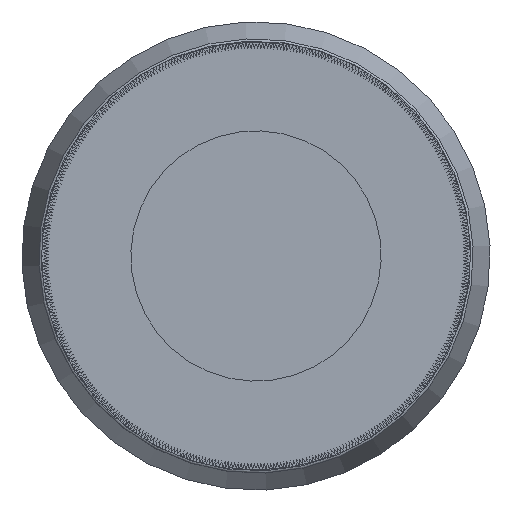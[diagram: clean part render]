
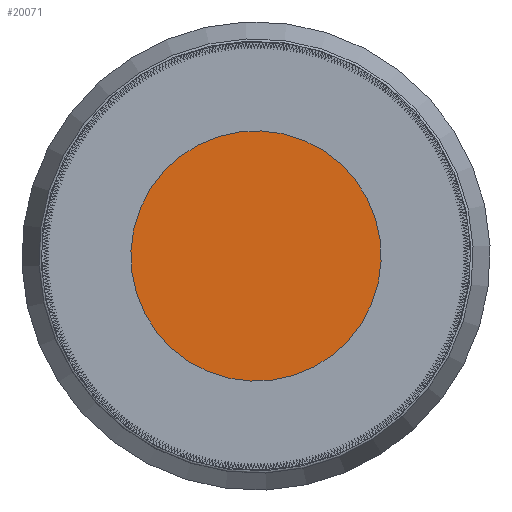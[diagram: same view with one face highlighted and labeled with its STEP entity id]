
A CAD part, left-side view. The second image highlights one B-rep face of the part: STEP entity #20071.
In plain terms, the highlighted planar face has unit normal (-1, 0, 0).
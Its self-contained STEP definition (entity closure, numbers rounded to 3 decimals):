
#6366=PLANE('',#21197);
#7374=FACE_OUTER_BOUND('',#8375,.T.);
#8375=EDGE_LOOP('',(#18964));
#8563=CIRCLE('',#21198,4.97);
#10467=VERTEX_POINT('',#32025);
#13315=EDGE_CURVE('',#10467,#10467,#8563,.T.);
#18964=ORIENTED_EDGE('',*,*,#13315,.F.);
#20071=ADVANCED_FACE('',(#7374),#6366,.T.);
#21197=AXIS2_PLACEMENT_3D('',#32024,#26063,#26064);
#21198=AXIS2_PLACEMENT_3D('',#32026,#26065,#26066);
#26063=DIRECTION('center_axis',(-1.,0.,0.));
#26064=DIRECTION('ref_axis',(0.,0.,1.));
#26065=DIRECTION('center_axis',(1.,0.,0.));
#26066=DIRECTION('ref_axis',(0.,0.,-1.));
#32024=CARTESIAN_POINT('Origin',(-5.9,4.97,0.));
#32025=CARTESIAN_POINT('',(-5.9,4.97,0.));
#32026=CARTESIAN_POINT('Origin',(-5.9,0.,0.));
